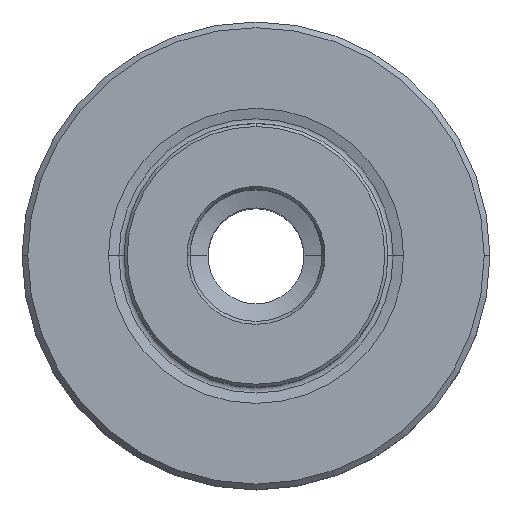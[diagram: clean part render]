
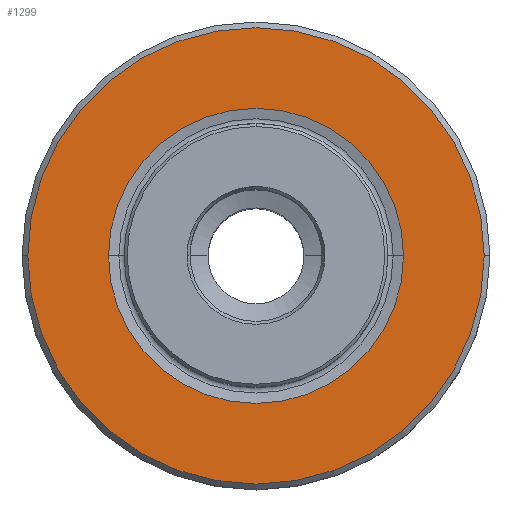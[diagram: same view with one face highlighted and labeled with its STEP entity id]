
A CAD part, top view. The second image highlights one B-rep face of the part: STEP entity #1299.
In plain terms, the highlighted planar face has unit normal (0, 0, 1).
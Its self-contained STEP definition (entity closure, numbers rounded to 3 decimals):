
#683=VERTEX_POINT('NONE',#1612);
#879=EDGE_CURVE('NONE',#1097,#903,#1832,.T.);
#903=VERTEX_POINT('NONE',#1860);
#1039=EDGE_CURVE('NONE',#1057,#683,#2015,.F.);
#1057=VERTEX_POINT('NONE',#2033);
#1073=EDGE_CURVE('NONE',#683,#1057,#2051,.T.);
#1097=VERTEX_POINT('NONE',#2077);
#1241=EDGE_CURVE('NONE',#903,#1097,#2234,.T.);
#1299=ADVANCED_FACE('NONE',(#2298,#2299),#2300,.F.);
#1612=CARTESIAN_POINT('',(-12.299,0.,0.0));
#1832=CIRCLE('',#3399,19.025);
#1860=CARTESIAN_POINT('',(19.025,0.,0.0));
#2015=CIRCLE('',#3657,12.299);
#2033=CARTESIAN_POINT('',(12.299,0.0,0.0));
#2051=CIRCLE('',#3712,12.299);
#2077=CARTESIAN_POINT('',(-19.025,0.0,0.0));
#2234=CIRCLE('',#4034,19.025);
#2298=FACE_OUTER_BOUND('',#4169,.T.);
#2299=FACE_BOUND('',#4170,.T.);
#2300=PLANE('',#4171);
#3399=AXIS2_PLACEMENT_3D('',#4858,#4859,#4860);
#3657=AXIS2_PLACEMENT_3D('',#5092,#5093,#5094);
#3712=AXIS2_PLACEMENT_3D('',#5129,#5130,#5131);
#4034=AXIS2_PLACEMENT_3D('',#5321,#5322,#5323);
#4169=EDGE_LOOP('',(#5397,#5398));
#4170=EDGE_LOOP('',(#5399,#5400));
#4171=AXIS2_PLACEMENT_3D('',#5401,#5402,#5403);
#4858=CARTESIAN_POINT('',(0.0,0.0,0.0));
#4859=DIRECTION('',(0.0,0.0,1.0));
#4860=DIRECTION('',(-1.0,0.0,0.0));
#5092=CARTESIAN_POINT('',(0.0,0.0,0.0));
#5093=DIRECTION('',(0.0,-0.0,1.0));
#5094=DIRECTION('',(1.0,0.0,0.0));
#5129=CARTESIAN_POINT('',(0.0,0.0,0.0));
#5130=DIRECTION('',(0.0,0.0,-1.0));
#5131=DIRECTION('',(1.0,0.0,0.0));
#5321=CARTESIAN_POINT('',(0.0,0.0,0.0));
#5322=DIRECTION('',(0.0,0.0,1.0));
#5323=DIRECTION('',(-1.0,0.0,0.0));
#5397=ORIENTED_EDGE('',*,*,#879,.T.);
#5398=ORIENTED_EDGE('',*,*,#1241,.T.);
#5399=ORIENTED_EDGE('',*,*,#1039,.T.);
#5400=ORIENTED_EDGE('',*,*,#1073,.T.);
#5401=CARTESIAN_POINT('',(0.0,11.0,0.0));
#5402=DIRECTION('',(0.0,0.0,-1.0));
#5403=DIRECTION('',(0.0,1.0,0.0));
